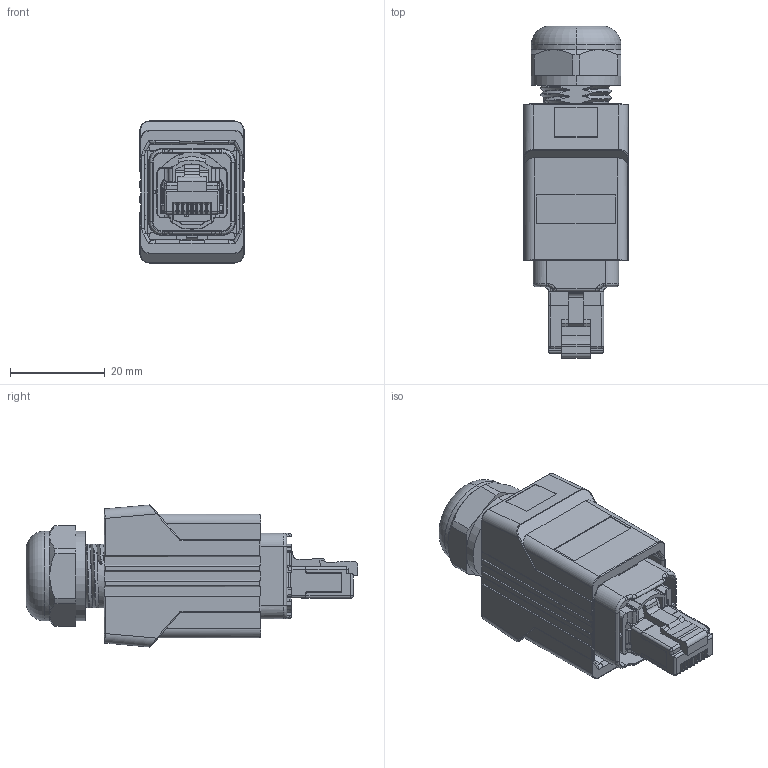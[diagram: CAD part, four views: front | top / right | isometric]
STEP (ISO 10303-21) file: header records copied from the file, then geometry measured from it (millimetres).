
FILE_DESCRIPTION(('Creo Elements/Direct Modeling STEP Export'),'2;1');
FILE_NAME('model.stp','2020-11-17T13:42:22',(''),(''),'Creo Elements/Direct Modeling STEP processor for AP214 (Solid Model)','Creo Elements/Direct Modeling 20.1A 29-Sep-2018 (C) Parametric Technology GmbH','');
FILE_SCHEMA(('AUTOMOTIVE_DESIGN { 1 0 10303 214 1 1 1 1 }'));
Products named in the file (2): VS-PPC-C1-RJ45-POBK-PG9..
Assembly tree (1 placements, depth 2):
  VS-PPC-C1-RJ45-POBK-PG9..
    VS-PPC-C1-RJ45-POBK-PG9..
Bounding box: 22 x 70.16 x 30.01 mm (x, y, z)
Volume: 24344.3 mm3; surface area: 9378 mm2
Topology: 1 solids, 1 shells, 901 faces, 2475 edges, 1570 vertices
Faces by surface type: plane 449, cylinder 280, bspline 78, torus 35, extrusion 27, cone 27, sphere 5
Entity records: 48349 total; most frequent: CARTESIAN_POINT 19656, ORIENTED_EDGE 4932, DIRECTION 3914, EDGE_CURVE 2466, VERTEX_POINT 1570, VECTOR 1440, LINE 1414, AXIS2_PLACEMENT_3D 1237
